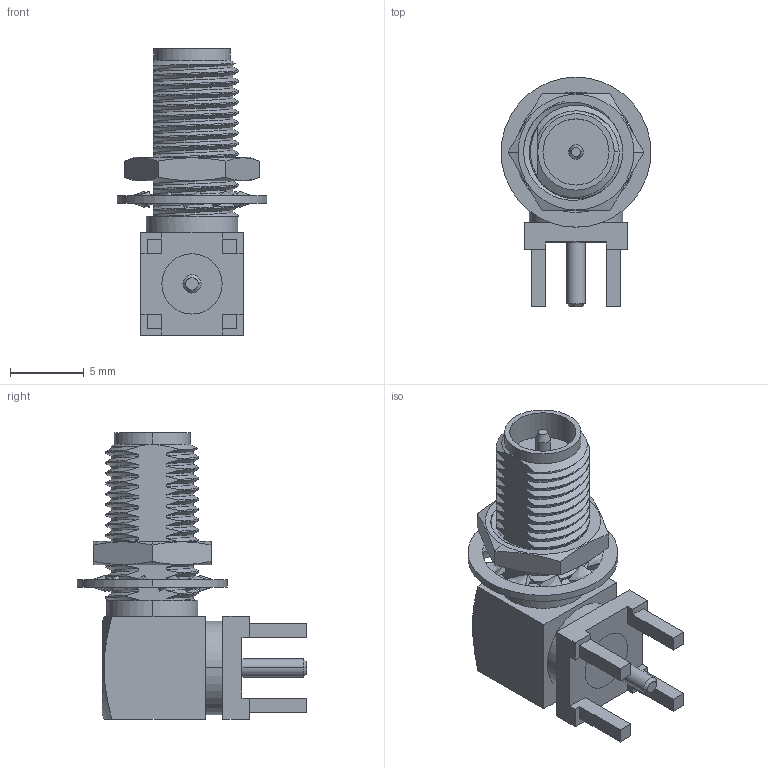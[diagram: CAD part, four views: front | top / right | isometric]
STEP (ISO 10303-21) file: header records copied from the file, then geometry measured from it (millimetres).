
FILE_DESCRIPTION (( 'STEP AP214' ), '1' );
FILE_NAME ('CONREVSMA002-L.STEP', '2020-11-04T20:13:29', ( '' ), ( '' ), 'SwSTEP 2.0', 'SolidWorks 2017', '' );
FILE_SCHEMA (( 'AUTOMOTIVE_DESIGN' ));
Length unit declared in the file: millimetre
Products named in the file (4): Nut; CONREVSMA002-L; Washer
Assembly tree (3 placements, depth 2):
  CONREVSMA002-L
    CONREVSMA002-L
    Nut
    Washer
Bounding box: 10.2 x 15.6 x 19.5 mm (x, y, z)
Volume: 822.9 mm3; surface area: 1233.9 mm2
Topology: 7 solids, 7 shells, 242 faces, 617 edges, 394 vertices
Faces by surface type: bspline 90, cylinder 70, plane 70, cone 12
Entity records: 30249 total; most frequent: CARTESIAN_POINT 25098, ORIENTED_EDGE 1234, DIRECTION 740, EDGE_CURVE 617, VERTEX_POINT 394, VECTOR 284, LINE 284, EDGE_LOOP 253
